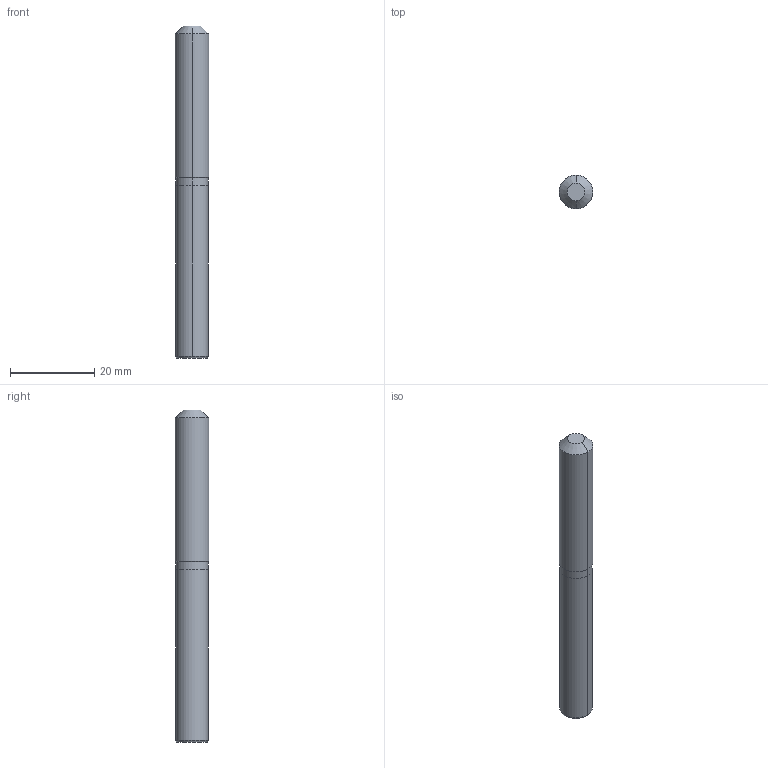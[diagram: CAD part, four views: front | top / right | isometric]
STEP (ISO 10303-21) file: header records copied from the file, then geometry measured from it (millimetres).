
FILE_DESCRIPTION(('STEP AP214'),'1');
FILE_NAME('Zeichnung5E43.stp','2024-08-28T08:03:11',(' '),(' '),'Spatial InterOp 3D',' ',' ');
FILE_SCHEMA(('AUTOMOTIVE_DESIGN { 1 0 10303 214 1 1 1 1 }'));
Length unit declared in the file: millimetre
Products named in the file (1): 1
Bounding box: 8 x 8 x 79 mm (x, y, z)
Volume: 3825.1 mm3; surface area: 2116.3 mm2
Topology: 2 solids, 2 shells, 16 faces, 42 edges, 44 vertices
Faces by surface type: cone 6, cylinder 6, plane 4
Entity records: 715 total; most frequent: DIRECTION 98, CARTESIAN_POINT 80, ORIENTED_EDGE 56, AXIS2_PLACEMENT_3D 38, STYLED_ITEM 30, PRESENTATION_STYLE_ASSIGNMENT 30, COLOUR_RGB 30, EDGE_CURVE 28
